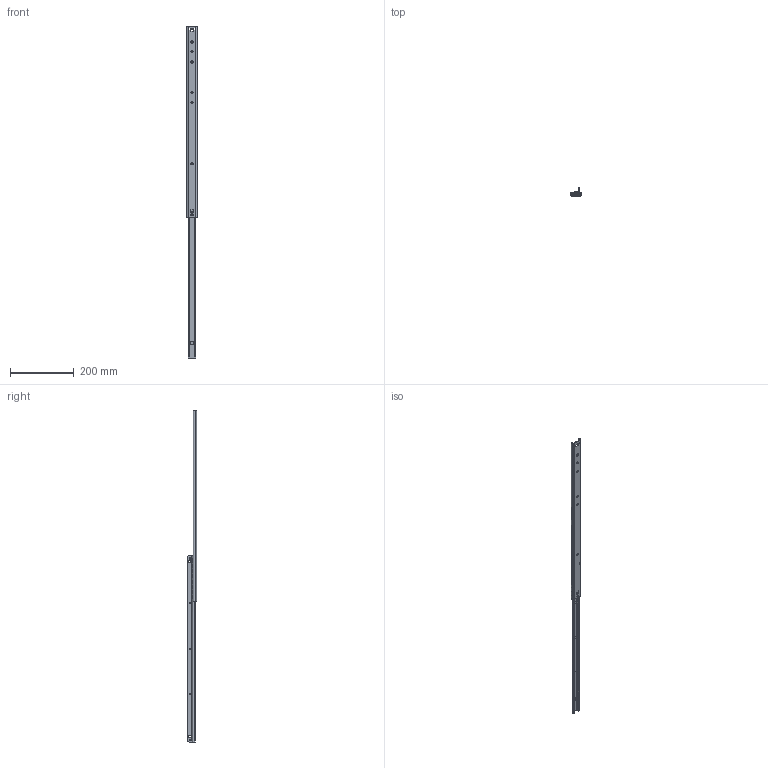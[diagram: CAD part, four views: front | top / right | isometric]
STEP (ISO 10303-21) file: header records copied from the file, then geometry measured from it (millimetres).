
FILE_DESCRIPTION(/* description */ ('Master (Parameters)'),/* implementation_level */ '2;1');
FILE_NAME(/* name */ '107-245-00-out.stp',/* time_stamp */ '2015-06-22T14:08:13+02:00',/* author */ ('W.Jans'),/* organization */ (''),/* preprocessor_version */ 'ST-DEVELOPER v15.6',/* originating_system */ 'Autodesk Inventor 2015',/* authorisation */ '');
FILE_SCHEMA (('CONFIG_CONTROL_DESIGN'));
Length unit declared in the file: millimetre
Products named in the file (10): E000031933; E000031937; E000031935; E000031938; E000031939; E000031936; E000031940; E000031205; E000031942; E000031945
Assembly tree (24 placements, depth 3):
  E000031945
    E000031933
    E000031935
      E000031937
    E000031936
      E000031938
      E000031939  x16
    E000031942
      E000031940
      E000031205
Bounding box: 37 x 28.5 x 1042 mm (x, y, z)
Volume: 128808.9 mm3; surface area: 151600.7 mm2
Topology: 20 solids, 20 shells, 600 faces, 1735 edges, 1148 vertices
Faces by surface type: plane 381, cylinder 199, sphere 16, bspline 4
Full cylindrical faces by diameter (mm): 3.3 x5, 5.9 x16, 6.5 x6, 8 x2, 8.1 x2
Entity records: 19751 total; most frequent: CARTESIAN_POINT 3695, ORIENTED_EDGE 3314, DIRECTION 3260, EDGE_CURVE 1657, LINE 1228, VECTOR 1228, VERTEX_POINT 1118, AXIS2_PLACEMENT_3D 1016
